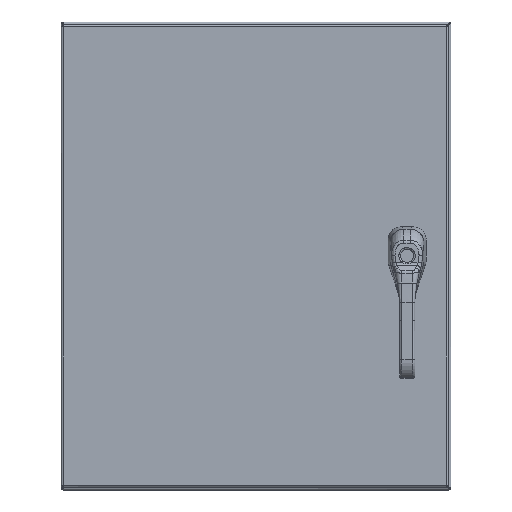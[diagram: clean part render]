
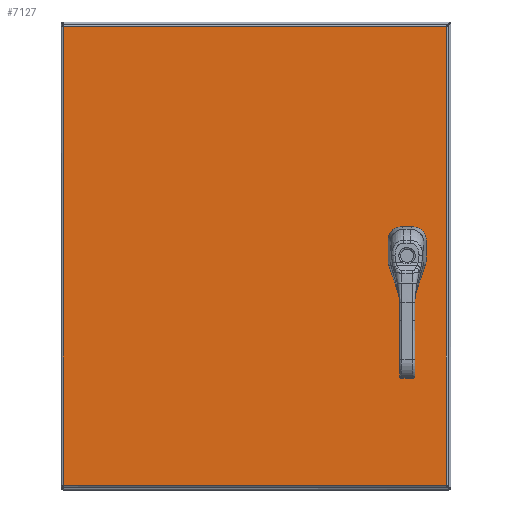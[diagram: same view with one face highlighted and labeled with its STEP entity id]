
A CAD part, top view. The second image highlights one B-rep face of the part: STEP entity #7127.
In plain terms, the highlighted face is planar.
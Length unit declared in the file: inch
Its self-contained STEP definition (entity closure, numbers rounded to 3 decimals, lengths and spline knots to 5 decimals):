
#5450=CARTESIAN_POINT('',(2.33762,12.275,0.0));
#5451=VERTEX_POINT('',#5450);
#5458=CARTESIAN_POINT('',(2.525,12.08762,0.0));
#5459=VERTEX_POINT('',#5458);
#5460=CARTESIAN_POINT('',(2.125,11.875,0.0));
#5461=DIRECTION('',(0.0,0.0,1.0));
#5462=DIRECTION('',(-0.469,-0.883,0.0));
#5463=AXIS2_PLACEMENT_3D('',#5460,#5461,#5462);
#5464=CIRCLE('',#5463,0.453);
#5465=EDGE_CURVE('',#5459,#5451,#5464,.T.);
#5490=CARTESIAN_POINT('',(2.525,11.66238,0.0));
#5491=VERTEX_POINT('',#5490);
#5492=CARTESIAN_POINT('',(2.525,11.66238,0.0));
#5493=DIRECTION('',(0.0,1.0,0.0));
#5494=VECTOR('',#5493,0.42525);
#5495=LINE('',#5492,#5494);
#5496=EDGE_CURVE('',#5491,#5459,#5495,.T.);
#5522=CARTESIAN_POINT('',(2.33762,11.475,0.0));
#5523=VERTEX_POINT('',#5522);
#5524=CARTESIAN_POINT('',(2.125,11.875,0.0));
#5525=DIRECTION('',(0.0,0.0,1.0));
#5526=DIRECTION('',(-0.883,0.469,0.0));
#5527=AXIS2_PLACEMENT_3D('',#5524,#5525,#5526);
#5528=CIRCLE('',#5527,0.453);
#5529=EDGE_CURVE('',#5523,#5491,#5528,.T.);
#5554=CARTESIAN_POINT('',(1.91238,11.475,0.0));
#5555=VERTEX_POINT('',#5554);
#5556=CARTESIAN_POINT('',(1.91238,11.475,0.0));
#5557=DIRECTION('',(1.0,0.0,0.0));
#5558=VECTOR('',#5557,0.42525);
#5559=LINE('',#5556,#5558);
#5560=EDGE_CURVE('',#5555,#5523,#5559,.T.);
#5586=CARTESIAN_POINT('',(1.725,11.66238,0.0));
#5587=VERTEX_POINT('',#5586);
#5588=CARTESIAN_POINT('',(2.125,11.875,0.0));
#5589=DIRECTION('',(0.0,0.0,1.0));
#5590=DIRECTION('',(0.469,0.883,0.0));
#5591=AXIS2_PLACEMENT_3D('',#5588,#5589,#5590);
#5592=CIRCLE('',#5591,0.453);
#5593=EDGE_CURVE('',#5587,#5555,#5592,.T.);
#5618=CARTESIAN_POINT('',(1.725,12.08762,0.0));
#5619=VERTEX_POINT('',#5618);
#5620=CARTESIAN_POINT('',(1.725,12.08762,0.0));
#5621=DIRECTION('',(0.0,-1.0,0.0));
#5622=VECTOR('',#5621,0.42525);
#5623=LINE('',#5620,#5622);
#5624=EDGE_CURVE('',#5619,#5587,#5623,.T.);
#5650=CARTESIAN_POINT('',(1.91238,12.275,0.0));
#5651=VERTEX_POINT('',#5650);
#5652=CARTESIAN_POINT('',(2.125,11.875,0.0));
#5653=DIRECTION('',(0.0,0.0,1.0));
#5654=DIRECTION('',(0.883,-0.469,0.0));
#5655=AXIS2_PLACEMENT_3D('',#5652,#5653,#5654);
#5656=CIRCLE('',#5655,0.453);
#5657=EDGE_CURVE('',#5651,#5619,#5656,.T.);
#5680=CARTESIAN_POINT('',(2.33762,12.275,0.0));
#5681=DIRECTION('',(-1.0,0.0,0.0));
#5682=VECTOR('',#5681,0.42525);
#5683=LINE('',#5680,#5682);
#5684=EDGE_CURVE('',#5451,#5651,#5683,.T.);
#6135=CARTESIAN_POINT('',(19.76975,0.10525,0.));
#6136=VERTEX_POINT('',#6135);
#6147=CARTESIAN_POINT('',(19.76975,23.64475,0.));
#6148=VERTEX_POINT('',#6147);
#6149=CARTESIAN_POINT('',(19.76975,23.64475,0.0));
#6150=DIRECTION('',(0.0,-1.0,0.0));
#6151=VECTOR('',#6150,23.5395);
#6152=LINE('',#6149,#6151);
#6153=EDGE_CURVE('',#6148,#6136,#6152,.T.);
#6305=CARTESIAN_POINT('',(0.10525,0.10525,0.));
#6306=VERTEX_POINT('',#6305);
#6317=CARTESIAN_POINT('',(19.76975,0.10525,0.0));
#6318=DIRECTION('',(-1.0,0.0,0.0));
#6319=VECTOR('',#6318,19.6645);
#6320=LINE('',#6317,#6319);
#6321=EDGE_CURVE('',#6136,#6306,#6320,.T.);
#6582=CARTESIAN_POINT('',(0.10525,23.64475,0.));
#6583=VERTEX_POINT('',#6582);
#6594=CARTESIAN_POINT('',(0.10525,0.10525,0.0));
#6595=DIRECTION('',(0.0,1.0,0.0));
#6596=VECTOR('',#6595,23.5395);
#6597=LINE('',#6594,#6596);
#6598=EDGE_CURVE('',#6306,#6583,#6597,.T.);
#6863=CARTESIAN_POINT('',(0.10525,23.64475,0.0));
#6864=DIRECTION('',(1.0,0.0,0.0));
#6865=VECTOR('',#6864,19.6645);
#6866=LINE('',#6863,#6865);
#6867=EDGE_CURVE('',#6583,#6148,#6866,.T.);
#7106=CARTESIAN_POINT('',(9.9375,11.875,0.0));
#7107=DIRECTION('',(0.0,0.0,1.0));
#7108=DIRECTION('',(1.0,0.0,0.0));
#7109=AXIS2_PLACEMENT_3D('',#7106,#7107,#7108);
#7110=PLANE('',#7109);
#7111=ORIENTED_EDGE('',*,*,#6153,.T.);
#7112=ORIENTED_EDGE('',*,*,#6321,.T.);
#7113=ORIENTED_EDGE('',*,*,#6598,.T.);
#7114=ORIENTED_EDGE('',*,*,#6867,.T.);
#7115=EDGE_LOOP('',(#7111,#7112,#7113,#7114));
#7116=FACE_OUTER_BOUND('',#7115,.T.);
#7117=ORIENTED_EDGE('',*,*,#5465,.T.);
#7118=ORIENTED_EDGE('',*,*,#5684,.T.);
#7119=ORIENTED_EDGE('',*,*,#5657,.T.);
#7120=ORIENTED_EDGE('',*,*,#5624,.T.);
#7121=ORIENTED_EDGE('',*,*,#5593,.T.);
#7122=ORIENTED_EDGE('',*,*,#5560,.T.);
#7123=ORIENTED_EDGE('',*,*,#5529,.T.);
#7124=ORIENTED_EDGE('',*,*,#5496,.T.);
#7125=EDGE_LOOP('',(#7117,#7118,#7119,#7120,#7121,#7122,#7123,#7124));
#7126=FACE_BOUND('',#7125,.T.);
#7127=ADVANCED_FACE('',(#7116,#7126),#7110,.F.);
